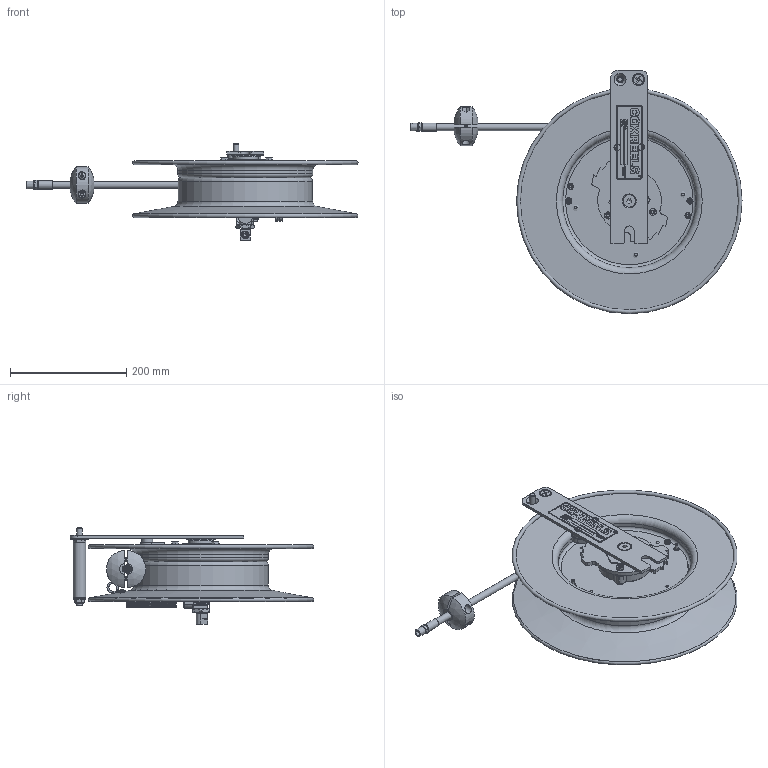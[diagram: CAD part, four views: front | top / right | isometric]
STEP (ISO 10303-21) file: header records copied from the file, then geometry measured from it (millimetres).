
FILE_DESCRIPTION(/* description */ (''),/* implementation_level */ '2;1');
FILE_NAME(/* name */ 'EZ-SR15-L135_SHARED.stp',/* time_stamp */ '2020-04-16T10:51:23-07:00',/* author */ ('NMelton'),/* organization */ (''),/* preprocessor_version */ 'ST-DEVELOPER v17',/* originating_system */ 'Autodesk Inventor 2019',/* authorisation */ '');
FILE_SCHEMA (('AUTOMOTIVE_DESIGN { 1 0 10303 214 3 1 1 }'));
Products named in the file (1): EZ-SR15-L135_SHARED
Bounding box: 570.48 x 418.37 x 165.15 mm (x, y, z)
Surface area: 741465.7 mm2 (no closed solid volume)
Topology: 0 solids, 149 shells, 2332 faces, 9702 edges, 7235 vertices
Faces by surface type: plane 1037, cylinder 670, bspline 359, cone 198, torus 45, sphere 23
Full cylindrical faces by diameter (mm): 2.159 x2, 2.54 x1, 3.048 x1, 3.962 x2, 4.7 x46, 4.826 x6, 5.08 x2, 5.588 x2, 6.35 x47, 8.712 x1, 8.89 x1, 9.525 x3, 10.312 x1, 12.065 x1, 12.497 x2, 12.548 x2, 12.7 x2, 12.859 x1, 13.462 x2, 13.97 x1, 14.224 x1, 17.882 x1, 18.034 x1, 19.05 x3, 19.304 x1, 20.574 x1, 20.625 x4, 21.133 x1, 21.336 x1, 31.75 x2
Entity records: 126472 total; most frequent: CARTESIAN_POINT 51152, ORIENTED_EDGE 14730, DIRECTION 13018, EDGE_CURVE 9687, VERTEX_POINT 7235, LINE 5074, VECTOR 5074, AXIS2_PLACEMENT_3D 3972
